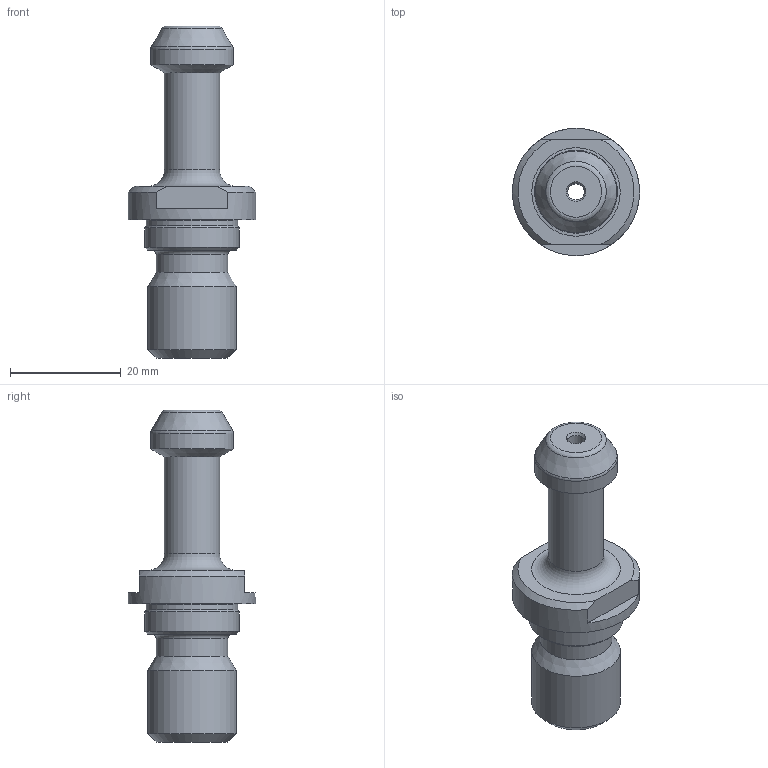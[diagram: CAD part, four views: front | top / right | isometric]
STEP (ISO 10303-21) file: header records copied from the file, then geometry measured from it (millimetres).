
FILE_DESCRIPTION(/* description */ (''),/* implementation_level */ '2;1');
FILE_NAME(/* name */ '1498462588318.stp',/* time_stamp */ '2017-06-26T09:36:31+02:00',/* author */ (''),/* organization */ ('SMS'),/* preprocessor_version */ 'ST-DEVELOPER v15',/* originating_system */ 'SIEMENS PLM Software NX 8.5',/* authorisation */ '');
FILE_SCHEMA (('AUTOMOTIVE_DESIGN { 1 0 10303 214 3 1 1 1 }'));
Length unit declared in the file: millimetre
Products named in the file (1): 201120221MOD000_00
Bounding box: 23 x 23 x 60 mm (x, y, z)
Volume: 9529.3 mm3; surface area: 4078.6 mm2
Topology: 1 solids, 1 shells, 34 faces, 71 edges, 43 vertices
Faces by surface type: cone 11, plane 10, cylinder 8, torus 5
Full cylindrical faces by diameter (mm): 3 x1, 10 x1, 13 x1, 15 x1, 16 x1, 16.5 x1, 17 x1, 23 x1
Entity records: 818 total; most frequent: DIRECTION 150, CARTESIAN_POINT 134, ORIENTED_EDGE 90, AXIS2_PLACEMENT_3D 71, EDGE_LOOP 62, FACE_BOUND 56, EDGE_CURVE 45, VERTEX_POINT 39
